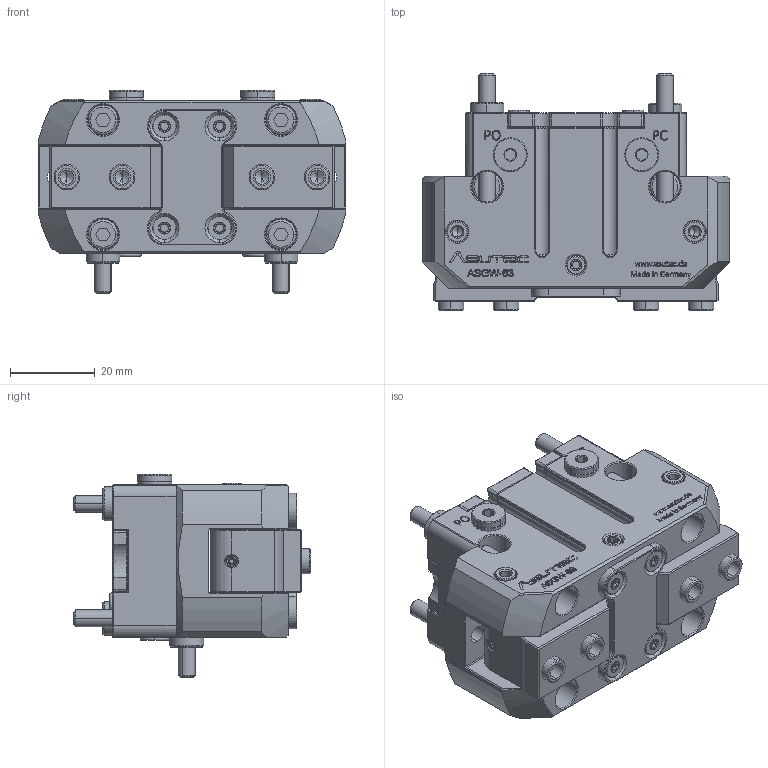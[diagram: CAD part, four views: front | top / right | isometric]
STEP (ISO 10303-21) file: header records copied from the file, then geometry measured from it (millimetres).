
FILE_DESCRIPTION (( 'STEP AP214' ), '1' );
FILE_NAME ('ASUTEC_ASGW-63.STEP', '2021-08-09T05:21:36', ( '' ), ( '' ), 'SwSTEP 2.0', 'SolidWorks 2020', '' );
FILE_SCHEMA (( 'AUTOMOTIVE_DESIGN' ));
Length unit declared in the file: millimetre
Products named in the file (1): ASUTEC_ASGW-63
Bounding box: 72.5 x 56 x 48 mm (x, y, z)
Volume: 80919.9 mm3; surface area: 38380.7 mm2
Topology: 6 solids, 27 shells, 2641 faces, 6580 edges, 4106 vertices
Faces by surface type: plane 814, cylinder 753, cone 539, bspline 433, torus 102
Entity records: 131565 total; most frequent: CARTESIAN_POINT 43573, ORIENTED_EDGE 13060, DIRECTION 10694, EDGE_CURVE 6530, VERTEX_POINT 4106, AXIS2_PLACEMENT_3D 3798, LINE 3098, VECTOR 3098
